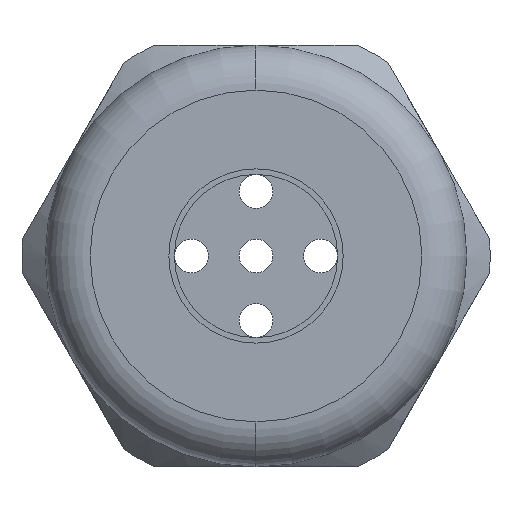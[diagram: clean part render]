
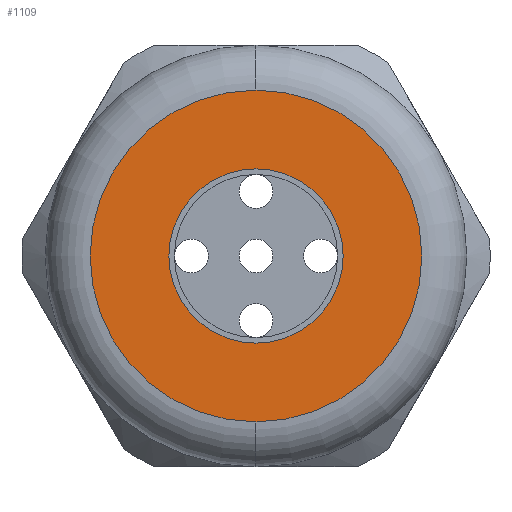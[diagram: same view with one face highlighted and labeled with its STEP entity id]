
A CAD part, left-side view. The second image highlights one B-rep face of the part: STEP entity #1109.
In plain terms, the highlighted planar face has unit normal (-1, 0, 0).
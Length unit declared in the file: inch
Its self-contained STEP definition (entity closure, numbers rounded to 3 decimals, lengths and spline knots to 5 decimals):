
#395 = VERTEX_POINT ( 'NONE', #2295 ) ;
#442 = EDGE_CURVE ( 'NONE', #395, #444, #2404, .T. ) ;
#444 = VERTEX_POINT ( 'NONE', #2399 ) ;
#938 = EDGE_CURVE ( 'NONE', #947, #1294, #3348, .T. ) ;
#947 = VERTEX_POINT ( 'NONE', #3391 ) ;
#1031 = ORIENTED_EDGE ( 'NONE', *, *, #938, .T. ) ;
#1032 = ORIENTED_EDGE ( 'NONE', *, *, #1033, .T. ) ;
#1033 = EDGE_CURVE ( 'NONE', #1294, #947, #3560, .T. ) ;
#1034 = EDGE_LOOP ( 'NONE', ( #1035, #1036 ) ) ;
#1035 = ORIENTED_EDGE ( 'NONE', *, *, #1106, .T. ) ;
#1036 = ORIENTED_EDGE ( 'NONE', *, *, #442, .T. ) ;
#1106 = EDGE_CURVE ( 'NONE', #444, #395, #3689, .T. ) ;
#1109 = ADVANCED_FACE ( 'NONE', ( #3684, #3683 ), #3681, .T. ) ;
#1110 = EDGE_LOOP ( 'NONE', ( #1031, #1032 ) ) ;
#1294 = VERTEX_POINT ( 'NONE', #3936 ) ;
#2295 = CARTESIAN_POINT ( 'NONE',  ( -1.18, 0., 0.155 ) ) ;
#2399 = CARTESIAN_POINT ( 'NONE',  ( -1.18, 0., -0.155 ) ) ;
#2400 = DIRECTION ( 'NONE',  ( 0., 0., -1. ) ) ;
#2401 = DIRECTION ( 'NONE',  ( 1., 0., 0. ) ) ;
#2402 = CARTESIAN_POINT ( 'NONE',  ( -1.18, 0., 0. ) ) ;
#2403 = AXIS2_PLACEMENT_3D ( 'NONE', #2402, #2401, #2400 ) ;
#2404 = CIRCLE ( 'NONE', #2403, 0.155 ) ;
#3344 = DIRECTION ( 'NONE',  ( 0., 0., 1. ) ) ;
#3345 = DIRECTION ( 'NONE',  ( -1., 0., 0. ) ) ;
#3346 = CARTESIAN_POINT ( 'NONE',  ( -1.18, 0., 0. ) ) ;
#3347 = AXIS2_PLACEMENT_3D ( 'NONE', #3346, #3345, #3344 ) ;
#3348 = CIRCLE ( 'NONE', #3347, 0.295 ) ;
#3391 = CARTESIAN_POINT ( 'NONE',  ( -1.18, 0., 0.295 ) ) ;
#3556 = DIRECTION ( 'NONE',  ( 0., 0., 1. ) ) ;
#3557 = DIRECTION ( 'NONE',  ( -1., 0., 0. ) ) ;
#3558 = CARTESIAN_POINT ( 'NONE',  ( -1.18, 0., 0. ) ) ;
#3559 = AXIS2_PLACEMENT_3D ( 'NONE', #3558, #3557, #3556 ) ;
#3560 = CIRCLE ( 'NONE', #3559, 0.295 ) ;
#3678 = DIRECTION ( 'NONE',  ( -1., 0., 0. ) ) ;
#3679 = CARTESIAN_POINT ( 'NONE',  ( -1.18, 0.375, 0. ) ) ;
#3680 = AXIS2_PLACEMENT_3D ( 'NONE', #3679, #3678, #3740 ) ;
#3681 = PLANE ( 'NONE',  #3680 ) ;
#3683 = FACE_BOUND ( 'NONE', #1034, .T. ) ;
#3684 = FACE_OUTER_BOUND ( 'NONE', #1110, .T. ) ;
#3685 = DIRECTION ( 'NONE',  ( 0., 0., -1. ) ) ;
#3686 = DIRECTION ( 'NONE',  ( 1., 0., 0. ) ) ;
#3687 = CARTESIAN_POINT ( 'NONE',  ( -1.18, 0., 0. ) ) ;
#3688 = AXIS2_PLACEMENT_3D ( 'NONE', #3687, #3686, #3685 ) ;
#3689 = CIRCLE ( 'NONE', #3688, 0.155 ) ;
#3740 = DIRECTION ( 'NONE',  ( 0., 0., 1. ) ) ;
#3936 = CARTESIAN_POINT ( 'NONE',  ( -1.18, 0., -0.295 ) ) ;
